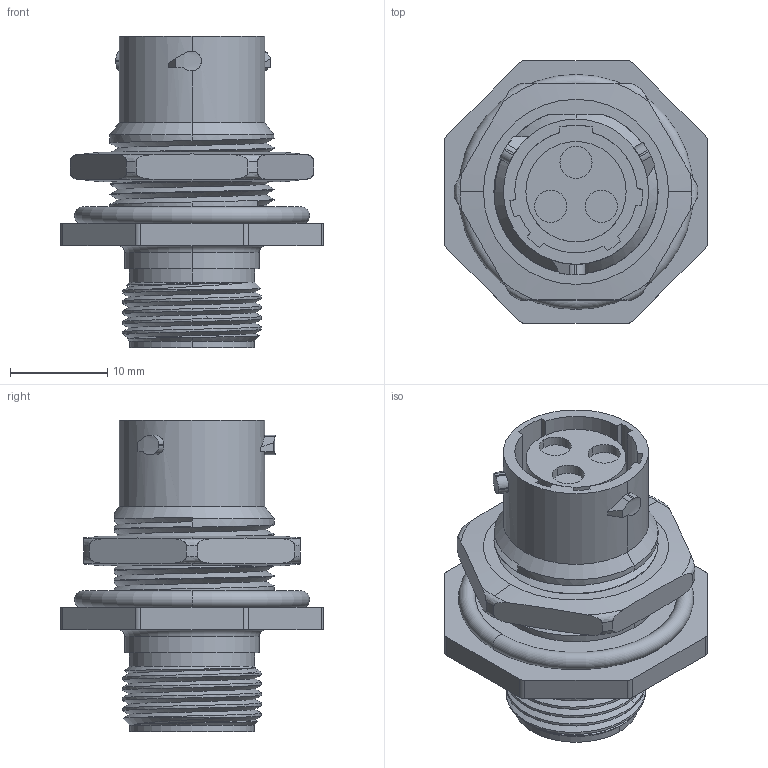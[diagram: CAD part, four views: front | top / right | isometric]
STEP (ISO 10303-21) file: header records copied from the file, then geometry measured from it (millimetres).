
FILE_DESCRIPTION((''),'2;1');
FILE_NAME('UTS7103S_CATALOGUE_PRT','2010-09-24T',('amartin'),(''),'PRO/ENGINEER BY PARAMETRIC TECHNOLOGY CORPORATION, 2007390','PRO/ENGINEER BY PARAMETRIC TECHNOLOGY CORPORATION, 2007390','');
FILE_SCHEMA(('CONFIG_CONTROL_DESIGN'));
Length unit declared in the file: millimetre
Products named in the file (1): UTS7103S_CATALOGUE_PRT
Bounding box: 26.97 x 26.97 x 32 mm (x, y, z)
Volume: 6139.6 mm3; surface area: 4894.4 mm2
Topology: 1 solids, 2 shells, 192 faces, 502 edges, 330 vertices
Faces by surface type: cylinder 86, plane 70, torus 18, cone 10, bspline 8
Entity records: 8446 total; most frequent: CARTESIAN_POINT 3782, ORIENTED_EDGE 1004, DIRECTION 915, EDGE_CURVE 502, AXIS2_PLACEMENT_3D 356, VERTEX_POINT 330, EDGE_LOOP 210, VECTOR 203
